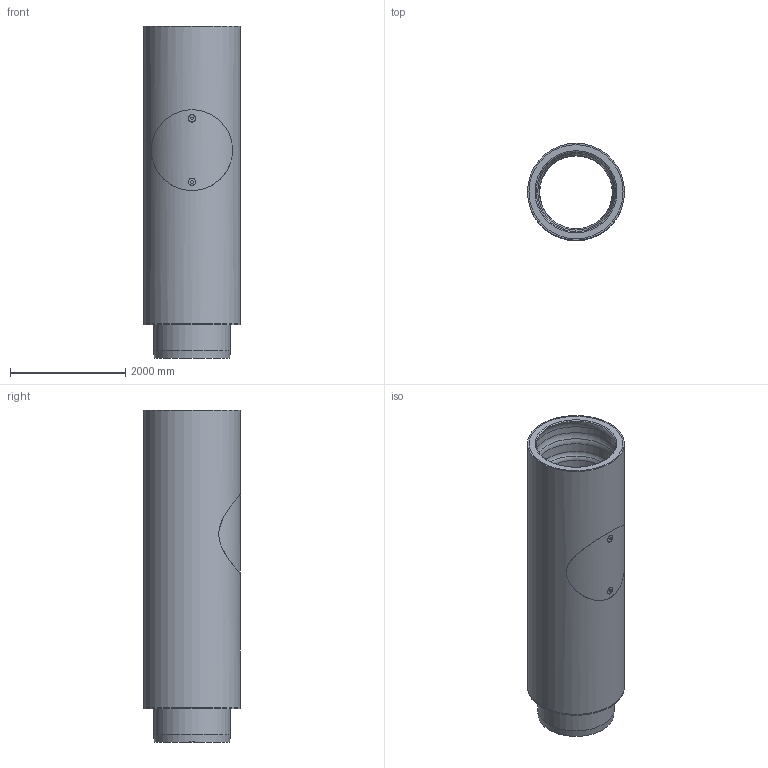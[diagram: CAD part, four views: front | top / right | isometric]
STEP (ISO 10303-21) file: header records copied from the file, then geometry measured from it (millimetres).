
FILE_DESCRIPTION(/* description */ (''),/* implementation_level */ '2;1');
FILE_NAME(/* name */ '58057.125X_3D.stp',/* time_stamp */ '2025-09-02T08:24:31+02:00',/* author */ ('c.rudolph'),/* organization */ (''),/* preprocessor_version */ 'ST-DEVELOPER v20',/* originating_system */ 'AutoCAD Mechanical',/* authorisation */ '');
FILE_SCHEMA (('AUTOMOTIVE_DESIGN { 1 0 10303 214 3 1 1 }'));
Length unit declared in the file: centimetre
Products named in the file (2): Product; *S0
Assembly tree (1 placements, depth 2):
  Product
    *S0
Bounding box: 1680 x 1680 x 5750 mm (x, y, z)
Volume: 4580101858.5 mm3; surface area: 158542716.2 mm2
Topology: 15 solids, 15 shells, 244 faces, 554 edges, 351 vertices
Faces by surface type: plane 94, cone 79, cylinder 45, torus 19, bspline 7
Full cylindrical faces by diameter (mm): 100 x1, 120 x2, 680 x1, 730 x2, 1280 x1, 1330 x2, 1378 x1, 1400 x2, 1428 x2, 1468 x1, 1518 x2, 1623 x1, 1630 x3, 1680 x2
Entity records: 9826 total; most frequent: CARTESIAN_POINT 4170, DIRECTION 1181, ORIENTED_EDGE 1098, EDGE_CURVE 549, AXIS2_PLACEMENT_3D 452, VERTEX_POINT 338, LINE 277, VECTOR 277
